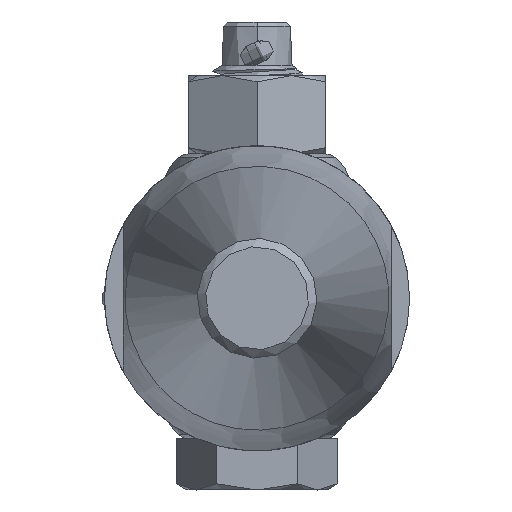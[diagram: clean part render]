
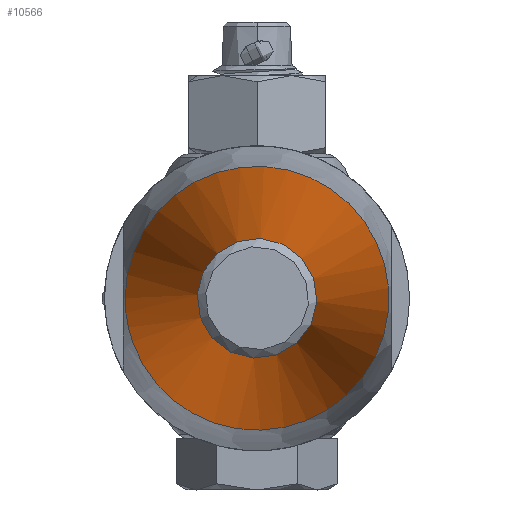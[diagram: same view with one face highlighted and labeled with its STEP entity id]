
A CAD part, left-side view. The second image highlights one B-rep face of the part: STEP entity #10566.
In plain terms, the highlighted toroidal (fillet/blend) face has major radius 2514.01 mm and minor radius 2500 mm.
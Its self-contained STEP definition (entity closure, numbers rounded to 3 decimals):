
#524=TOROIDAL_SURFACE($,#11174,2514.015,2500.);
#1128=FACE_OUTER_BOUND($,#1967,.T.);
#1928=FACE_BOUND($,#1968,.T.);
#1967=EDGE_LOOP($,(#7262));
#1968=EDGE_LOOP($,(#7263));
#3819=CIRCLE($,#11172,14.539);
#3820=CIRCLE($,#11175,31.99);
#4586=VERTEX_POINT($,#13708);
#4587=VERTEX_POINT($,#13712);
#5631=EDGE_CURVE($,#4586,#4586,#3819,.T.);
#5632=EDGE_CURVE($,#4587,#4587,#3820,.T.);
#7262=ORIENTED_EDGE($,*,*,#5632,.F.);
#7263=ORIENTED_EDGE($,*,*,#5631,.F.);
#10566=ADVANCED_FACE($,(#1128,#1928),#524,.F.);
#11172=AXIS2_PLACEMENT_3D($,#13709,#11805,#11806);
#11174=AXIS2_PLACEMENT_3D($,#13711,#11809,#11810);
#11175=AXIS2_PLACEMENT_3D($,#13713,#11811,#11812);
#11805=DIRECTION('center_axis',(-1.,0.,0.));
#11806=DIRECTION('ref_axis',(0.,-0.944,0.329));
#11809=DIRECTION('center_axis',(1.,0.,0.));
#11810=DIRECTION('ref_axis',(0.,-0.329,-0.944));
#11811=DIRECTION('center_axis',(1.,0.,0.));
#11812=DIRECTION('ref_axis',(0.,0.,-1.));
#13708=CARTESIAN_POINT('',(-130.041,13.73,-4.784));
#13709=CARTESIAN_POINT('Origin',(-130.041,0.,0.));
#13711=CARTESIAN_POINT('Origin',(-181.254,0.,0.));
#13712=CARTESIAN_POINT('',(118.,31.99,0.));
#13713=CARTESIAN_POINT('Origin',(118.,0.,0.));
